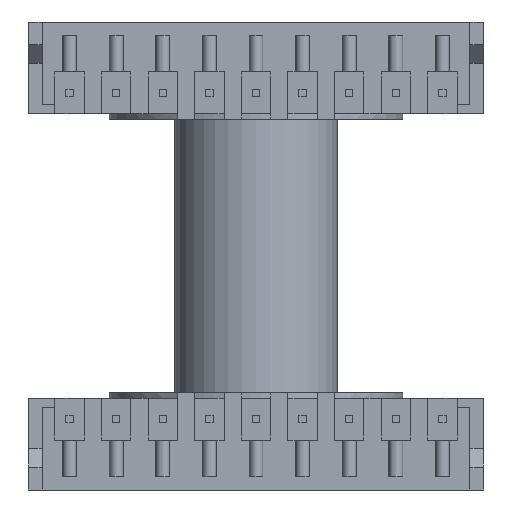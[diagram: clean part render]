
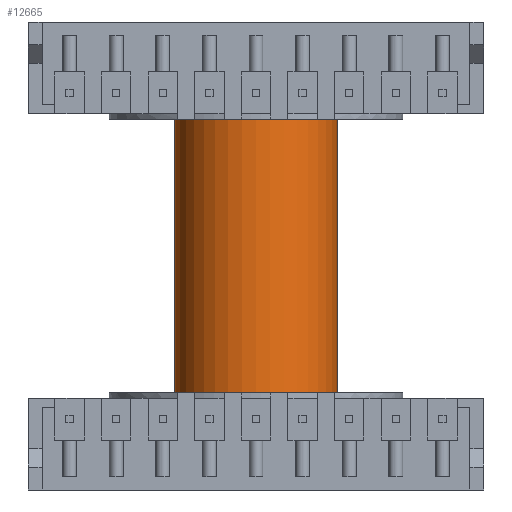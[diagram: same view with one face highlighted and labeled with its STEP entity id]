
A CAD part, front view. The second image highlights one B-rep face of the part: STEP entity #12665.
In plain terms, the highlighted cylindrical face has radius 8.85 mm (diameter 17.7 mm), a partial arc.
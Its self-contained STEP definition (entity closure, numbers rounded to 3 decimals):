
#1011 = AXIS2_PLACEMENT_3D ( 'NONE', #10356, #1839, #11794 ) ;
#1102 = CARTESIAN_POINT ( 'NONE',  ( 8.85, 22.4, 14.9 ) ) ;
#1774 = EDGE_CURVE ( 'NONE', #10678, #5485, #6420, .T. ) ;
#1839 = DIRECTION ( 'NONE',  ( 0., 0., 1. ) ) ;
#2554 = FACE_OUTER_BOUND ( 'NONE', #13144, .T. ) ;
#3530 = DIRECTION ( 'NONE',  ( 0., 0., -1. ) ) ;
#3618 = VECTOR ( 'NONE', #16739, 1000. ) ;
#4062 = LINE ( 'NONE', #5308, #3618 ) ;
#4260 = VERTEX_POINT ( 'NONE', #1102 ) ;
#5308 = CARTESIAN_POINT ( 'NONE',  ( 8.85, 22.4, 39.932 ) ) ;
#5485 = VERTEX_POINT ( 'NONE', #17466 ) ;
#6420 = LINE ( 'NONE', #7598, #9748 ) ;
#6657 = AXIS2_PLACEMENT_3D ( 'NONE', #9696, #12594, #9760 ) ;
#6738 = AXIS2_PLACEMENT_3D ( 'NONE', #12080, #3530, #13494 ) ;
#7598 = CARTESIAN_POINT ( 'NONE',  ( -8.85, 22.4, 39.932 ) ) ;
#8088 = ORIENTED_EDGE ( 'NONE', *, *, #13060, .F. ) ;
#8335 = CYLINDRICAL_SURFACE ( 'NONE', #6657, 8.85 ) ;
#9066 = DIRECTION ( 'NONE',  ( 0., 0., -1. ) ) ;
#9696 = CARTESIAN_POINT ( 'NONE',  ( 0., 22.4, 39.932 ) ) ;
#9748 = VECTOR ( 'NONE', #9066, 1000. ) ;
#9760 = DIRECTION ( 'NONE',  ( -1., 0., 0. ) ) ;
#10356 = CARTESIAN_POINT ( 'NONE',  ( 0., 22.4, -14.9 ) ) ;
#10678 = VERTEX_POINT ( 'NONE', #11547 ) ;
#10721 = EDGE_CURVE ( 'NONE', #5485, #13517, #15553, .T. ) ;
#10752 = ORIENTED_EDGE ( 'NONE', *, *, #10721, .T. ) ;
#11451 = CIRCLE ( 'NONE', #6738, 8.85 ) ;
#11547 = CARTESIAN_POINT ( 'NONE',  ( -8.85, 22.4, 14.9 ) ) ;
#11794 = DIRECTION ( 'NONE',  ( -1., 0., 0. ) ) ;
#12080 = CARTESIAN_POINT ( 'NONE',  ( 0., 22.4, 14.9 ) ) ;
#12594 = DIRECTION ( 'NONE',  ( 0., 0., -1. ) ) ;
#12665 = ADVANCED_FACE ( 'NONE', ( #2554 ), #8335, .T. ) ;
#13060 = EDGE_CURVE ( 'NONE', #4260, #13517, #4062, .T. ) ;
#13104 = ORIENTED_EDGE ( 'NONE', *, *, #15646, .T. ) ;
#13144 = EDGE_LOOP ( 'NONE', ( #8088, #13104, #16672, #10752 ) ) ;
#13494 = DIRECTION ( 'NONE',  ( -1., 0., 0. ) ) ;
#13517 = VERTEX_POINT ( 'NONE', #16429 ) ;
#15553 = CIRCLE ( 'NONE', #1011, 8.85 ) ;
#15646 = EDGE_CURVE ( 'NONE', #4260, #10678, #11451, .T. ) ;
#16429 = CARTESIAN_POINT ( 'NONE',  ( 8.85, 22.4, -14.9 ) ) ;
#16672 = ORIENTED_EDGE ( 'NONE', *, *, #1774, .T. ) ;
#16739 = DIRECTION ( 'NONE',  ( 0., 0., -1. ) ) ;
#17466 = CARTESIAN_POINT ( 'NONE',  ( -8.85, 22.4, -14.9 ) ) ;
